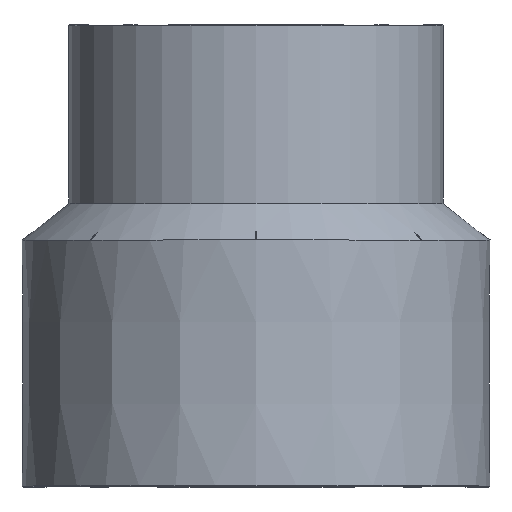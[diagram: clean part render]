
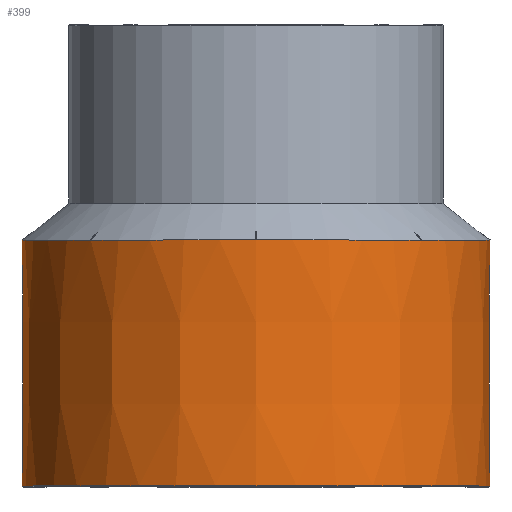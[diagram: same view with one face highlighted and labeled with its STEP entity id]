
A CAD part, top view. The second image highlights one B-rep face of the part: STEP entity #399.
In plain terms, the highlighted conical face has half-angle 0.024 degrees and reference radius 112.5 mm.
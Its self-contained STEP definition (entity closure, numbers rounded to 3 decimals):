
#399=ADVANCED_FACE('',(#631,#632),#528,.T.);
#528=CONICAL_SURFACE('',#2392,112.5,0.024);
#585=B_SPLINE_CURVE_WITH_KNOTS('',3,(#4252,#4253,#4254,#4255),
 .UNSPECIFIED.,.F.,.F.,(4,4),(0.,1.),.UNSPECIFIED.);
#586=B_SPLINE_CURVE_WITH_KNOTS('',3,(#4256,#4257,#4258,#4259),
 .UNSPECIFIED.,.F.,.F.,(4,4),(0.,1.),.UNSPECIFIED.);
#587=B_SPLINE_CURVE_WITH_KNOTS('',3,(#4260,#4261,#4262,#4263),
 .UNSPECIFIED.,.F.,.F.,(4,4),(0.,1.),.UNSPECIFIED.);
#588=B_SPLINE_CURVE_WITH_KNOTS('',3,(#4264,#4265,#4266,#4267),
 .UNSPECIFIED.,.F.,.F.,(4,4),(0.,1.),.UNSPECIFIED.);
#589=B_SPLINE_CURVE_WITH_KNOTS('',3,(#4268,#4269,#4270,#4271),
 .UNSPECIFIED.,.F.,.F.,(4,4),(0.,1.),.UNSPECIFIED.);
#590=B_SPLINE_CURVE_WITH_KNOTS('',3,(#4272,#4273,#4274,#4275),
 .UNSPECIFIED.,.F.,.F.,(4,4),(0.,1.),.UNSPECIFIED.);
#591=B_SPLINE_CURVE_WITH_KNOTS('',3,(#4276,#4277,#4278,#4279),
 .UNSPECIFIED.,.F.,.F.,(4,4),(0.,1.),.UNSPECIFIED.);
#592=B_SPLINE_CURVE_WITH_KNOTS('',3,(#4280,#4281,#4282,#4283),
 .UNSPECIFIED.,.F.,.F.,(4,4),(0.,1.),.UNSPECIFIED.);
#631=FACE_BOUND('',#671,.T.);
#632=FACE_BOUND('',#672,.T.);
#671=EDGE_LOOP('',(#1006,#1007,#1008,#1009,#1010,#1011,#1012,#1013,#1014,
#1015,#1016,#1017,#1018,#1019,#1020,#1021));
#672=EDGE_LOOP('',(#1022));
#1006=ORIENTED_EDGE('',*,*,#1876,.T.);
#1007=ORIENTED_EDGE('',*,*,#1679,.T.);
#1008=ORIENTED_EDGE('',*,*,#1877,.T.);
#1009=ORIENTED_EDGE('',*,*,#1735,.T.);
#1010=ORIENTED_EDGE('',*,*,#1878,.T.);
#1011=ORIENTED_EDGE('',*,*,#1727,.T.);
#1012=ORIENTED_EDGE('',*,*,#1879,.T.);
#1013=ORIENTED_EDGE('',*,*,#1719,.T.);
#1014=ORIENTED_EDGE('',*,*,#1880,.T.);
#1015=ORIENTED_EDGE('',*,*,#1711,.T.);
#1016=ORIENTED_EDGE('',*,*,#1881,.T.);
#1017=ORIENTED_EDGE('',*,*,#1703,.T.);
#1018=ORIENTED_EDGE('',*,*,#1882,.T.);
#1019=ORIENTED_EDGE('',*,*,#1695,.T.);
#1020=ORIENTED_EDGE('',*,*,#1883,.T.);
#1021=ORIENTED_EDGE('',*,*,#1687,.T.);
#1022=ORIENTED_EDGE('',*,*,#1884,.T.);
#1478=VERTEX_POINT('',#3357);
#1479=VERTEX_POINT('',#3359);
#1486=VERTEX_POINT('',#3439);
#1487=VERTEX_POINT('',#3441);
#1494=VERTEX_POINT('',#3521);
#1495=VERTEX_POINT('',#3523);
#1502=VERTEX_POINT('',#3603);
#1503=VERTEX_POINT('',#3605);
#1510=VERTEX_POINT('',#3685);
#1511=VERTEX_POINT('',#3687);
#1518=VERTEX_POINT('',#3767);
#1519=VERTEX_POINT('',#3769);
#1526=VERTEX_POINT('',#3849);
#1527=VERTEX_POINT('',#3851);
#1534=VERTEX_POINT('',#3931);
#1535=VERTEX_POINT('',#3933);
#1643=VERTEX_POINT('',#4285);
#1679=EDGE_CURVE('',#1479,#1478,#2014,.T.);
#1687=EDGE_CURVE('',#1487,#1486,#2016,.T.);
#1695=EDGE_CURVE('',#1495,#1494,#2018,.T.);
#1703=EDGE_CURVE('',#1503,#1502,#2020,.T.);
#1711=EDGE_CURVE('',#1511,#1510,#2022,.T.);
#1719=EDGE_CURVE('',#1519,#1518,#2024,.T.);
#1727=EDGE_CURVE('',#1527,#1526,#2026,.T.);
#1735=EDGE_CURVE('',#1535,#1534,#2028,.T.);
#1876=EDGE_CURVE('',#1486,#1479,#585,.T.);
#1877=EDGE_CURVE('',#1478,#1535,#586,.T.);
#1878=EDGE_CURVE('',#1534,#1527,#587,.T.);
#1879=EDGE_CURVE('',#1526,#1519,#588,.T.);
#1880=EDGE_CURVE('',#1518,#1511,#589,.T.);
#1881=EDGE_CURVE('',#1510,#1503,#590,.T.);
#1882=EDGE_CURVE('',#1502,#1495,#591,.T.);
#1883=EDGE_CURVE('',#1494,#1487,#592,.T.);
#1884=EDGE_CURVE('',#1643,#1643,#2133,.T.);
#2014=CIRCLE('',#2249,112.55);
#2016=CIRCLE('',#2251,112.55);
#2018=CIRCLE('',#2253,112.55);
#2020=CIRCLE('',#2255,112.55);
#2022=CIRCLE('',#2257,112.55);
#2024=CIRCLE('',#2259,112.55);
#2026=CIRCLE('',#2261,112.55);
#2028=CIRCLE('',#2263,112.55);
#2133=CIRCLE('',#2391,112.5);
#2249=AXIS2_PLACEMENT_3D('',#3358,#2603,#2604);
#2251=AXIS2_PLACEMENT_3D('',#3440,#2607,#2608);
#2253=AXIS2_PLACEMENT_3D('',#3522,#2611,#2612);
#2255=AXIS2_PLACEMENT_3D('',#3604,#2615,#2616);
#2257=AXIS2_PLACEMENT_3D('',#3686,#2619,#2620);
#2259=AXIS2_PLACEMENT_3D('',#3768,#2623,#2624);
#2261=AXIS2_PLACEMENT_3D('',#3850,#2627,#2628);
#2263=AXIS2_PLACEMENT_3D('',#3932,#2631,#2632);
#2391=AXIS2_PLACEMENT_3D('',#4284,#2919,#2920);
#2392=AXIS2_PLACEMENT_3D('',#4286,#2921,#2922);
#2603=DIRECTION('',(0.,-1.,0.));
#2604=DIRECTION('',(0.,0.,-1.));
#2607=DIRECTION('',(0.,-1.,0.));
#2608=DIRECTION('',(0.,0.,-1.));
#2611=DIRECTION('',(0.,-1.,0.));
#2612=DIRECTION('',(0.,0.,-1.));
#2615=DIRECTION('',(0.,-1.,0.));
#2616=DIRECTION('',(0.,0.,-1.));
#2619=DIRECTION('',(0.,-1.,0.));
#2620=DIRECTION('',(0.,0.,-1.));
#2623=DIRECTION('',(0.,-1.,0.));
#2624=DIRECTION('',(0.,0.,-1.));
#2627=DIRECTION('',(0.,-1.,0.));
#2628=DIRECTION('',(0.,0.,-1.));
#2631=DIRECTION('',(0.,-1.,0.));
#2632=DIRECTION('',(0.,0.,-1.));
#2919=DIRECTION('',(0.,1.,0.));
#2920=DIRECTION('',(0.,0.,-1.));
#2921=DIRECTION('',(0.,1.,0.));
#2922=DIRECTION('',(0.,0.,1.));
#3357=CARTESIAN_POINT('',(4293.667,1010.444,-79.584));
#3358=CARTESIAN_POINT('',(4373.253,1010.444,0.));
#3359=CARTESIAN_POINT('',(4260.703,1010.444,-0.001));
#3439=CARTESIAN_POINT('',(4260.703,1010.444,0.001));
#3440=CARTESIAN_POINT('',(4373.253,1010.444,0.));
#3441=CARTESIAN_POINT('',(4293.667,1010.444,79.584));
#3521=CARTESIAN_POINT('',(4293.669,1010.444,79.586));
#3522=CARTESIAN_POINT('',(4373.253,1010.444,0.));
#3523=CARTESIAN_POINT('',(4373.252,1010.444,112.55));
#3603=CARTESIAN_POINT('',(4373.254,1010.444,112.55));
#3604=CARTESIAN_POINT('',(4373.253,1010.444,0.));
#3605=CARTESIAN_POINT('',(4452.837,1010.444,79.586));
#3685=CARTESIAN_POINT('',(4452.839,1010.444,79.584));
#3686=CARTESIAN_POINT('',(4373.253,1010.444,0.));
#3687=CARTESIAN_POINT('',(4485.803,1010.444,0.001));
#3767=CARTESIAN_POINT('',(4485.803,1010.444,-0.001));
#3768=CARTESIAN_POINT('',(4373.253,1010.444,0.));
#3769=CARTESIAN_POINT('',(4452.839,1010.444,-79.584));
#3849=CARTESIAN_POINT('',(4452.837,1010.444,-79.586));
#3850=CARTESIAN_POINT('',(4373.253,1010.444,0.));
#3851=CARTESIAN_POINT('',(4373.254,1010.444,-112.55));
#3931=CARTESIAN_POINT('',(4373.252,1010.444,-112.55));
#3932=CARTESIAN_POINT('',(4373.253,1010.444,0.));
#3933=CARTESIAN_POINT('',(4293.669,1010.444,-79.586));
#4252=CARTESIAN_POINT('',(4260.703,1010.444,0.001));
#4253=CARTESIAN_POINT('',(4260.703,1010.444,0.));
#4254=CARTESIAN_POINT('',(4260.703,1010.444,0.));
#4255=CARTESIAN_POINT('',(4260.703,1010.444,-0.001));
#4256=CARTESIAN_POINT('',(4293.667,1010.444,-79.584));
#4257=CARTESIAN_POINT('',(4293.668,1010.444,-79.585));
#4258=CARTESIAN_POINT('',(4293.668,1010.444,-79.585));
#4259=CARTESIAN_POINT('',(4293.669,1010.444,-79.586));
#4260=CARTESIAN_POINT('',(4373.252,1010.444,-112.55));
#4261=CARTESIAN_POINT('',(4373.253,1010.444,-112.55));
#4262=CARTESIAN_POINT('',(4373.253,1010.444,-112.55));
#4263=CARTESIAN_POINT('',(4373.254,1010.444,-112.55));
#4264=CARTESIAN_POINT('',(4452.837,1010.444,-79.586));
#4265=CARTESIAN_POINT('',(4452.838,1010.444,-79.585));
#4266=CARTESIAN_POINT('',(4452.838,1010.444,-79.585));
#4267=CARTESIAN_POINT('',(4452.839,1010.444,-79.584));
#4268=CARTESIAN_POINT('',(4485.803,1010.444,-0.001));
#4269=CARTESIAN_POINT('',(4485.803,1010.444,0.));
#4270=CARTESIAN_POINT('',(4485.803,1010.444,0.));
#4271=CARTESIAN_POINT('',(4485.803,1010.444,0.001));
#4272=CARTESIAN_POINT('',(4452.839,1010.444,79.584));
#4273=CARTESIAN_POINT('',(4452.838,1010.444,79.585));
#4274=CARTESIAN_POINT('',(4452.838,1010.444,79.585));
#4275=CARTESIAN_POINT('',(4452.837,1010.444,79.586));
#4276=CARTESIAN_POINT('',(4373.254,1010.444,112.55));
#4277=CARTESIAN_POINT('',(4373.253,1010.444,112.55));
#4278=CARTESIAN_POINT('',(4373.253,1010.444,112.55));
#4279=CARTESIAN_POINT('',(4373.252,1010.444,112.55));
#4280=CARTESIAN_POINT('',(4293.669,1010.444,79.586));
#4281=CARTESIAN_POINT('',(4293.668,1010.444,79.585));
#4282=CARTESIAN_POINT('',(4293.668,1010.444,79.585));
#4283=CARTESIAN_POINT('',(4293.667,1010.444,79.584));
#4284=CARTESIAN_POINT('',(4373.253,892.194,0.));
#4285=CARTESIAN_POINT('',(4373.253,892.194,-112.5));
#4286=CARTESIAN_POINT('',(4373.253,891.944,0.));
